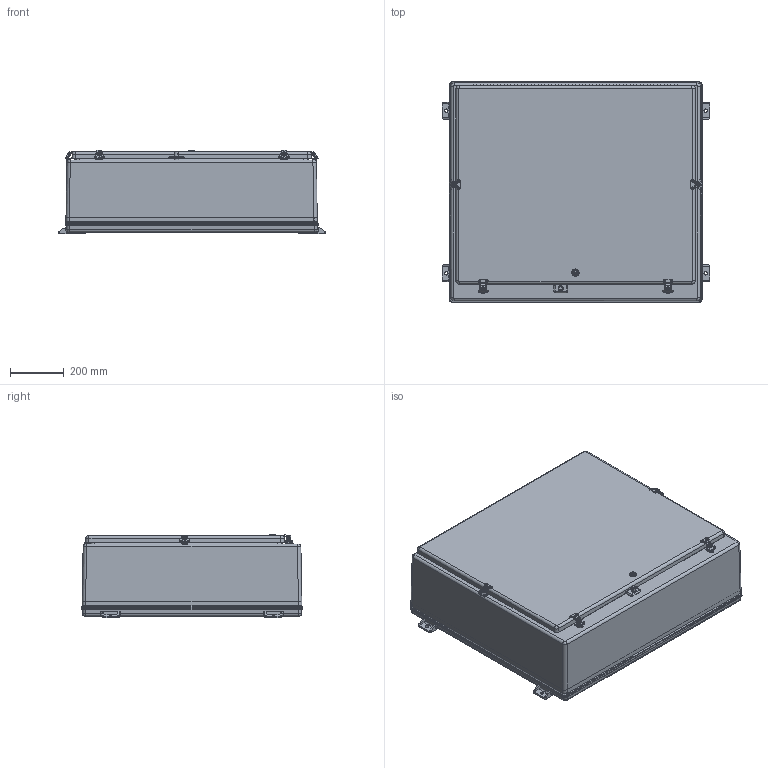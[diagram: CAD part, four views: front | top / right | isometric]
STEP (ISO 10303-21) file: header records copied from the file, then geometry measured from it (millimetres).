
FILE_DESCRIPTION (( 'STEP AP214' ), '1' );
FILE_NAME ('T363010HWTSL.STEP', '2020-10-06T16:10:10', ( '' ), ( '' ), 'SwSTEP 2.0', 'SolidWorks 2019', '' );
FILE_SCHEMA (( 'AUTOMOTIVE_DESIGN' ));
Length unit declared in the file: inch
Products named in the file (1): T363010HWTSL
Bounding box: 998.54 x 825.5 x 312.61 mm (x, y, z)
Volume: 14327586.2 mm3; surface area: 5650428.9 mm2
Topology: 94 solids, 94 shells, 2137 faces, 5334 edges, 3436 vertices
Faces by surface type: plane 987, cylinder 885, bspline 150, cone 91, torus 24
Full cylindrical faces by diameter (mm): 0.025 x5, 1.702 x4, 1.905 x8, 2.21 x4, 2.489 x4, 2.54 x14, 2.64 x8, 2.794 x4, 3.175 x73, 3.302 x16, 3.378 x12, 3.429 x4, 3.531 x4, 3.556 x18, 3.733 x2, 4.572 x4, 4.75 x8, 4.762 x6, 4.763 x4, 4.8 x4, 4.851 x8, 5 x1, 5.105 x20, 5.283 x5, 5.41 x4, 5.5 x1, 6.35 x23, 7.188 x8, 7.264 x4, 9.068 x10
Entity records: 72255 total; most frequent: CARTESIAN_POINT 22180, DIRECTION 9853, ORIENTED_EDGE 9538, EDGE_CURVE 4769, AXIS2_PLACEMENT_3D 3657, VERTEX_POINT 3329, EDGE_LOOP 3060, VECTOR 2539
